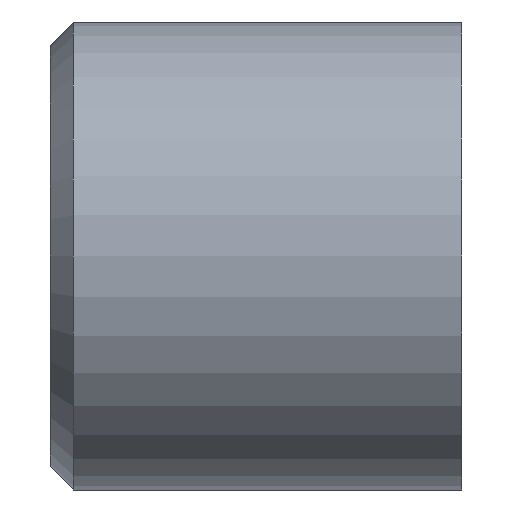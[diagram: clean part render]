
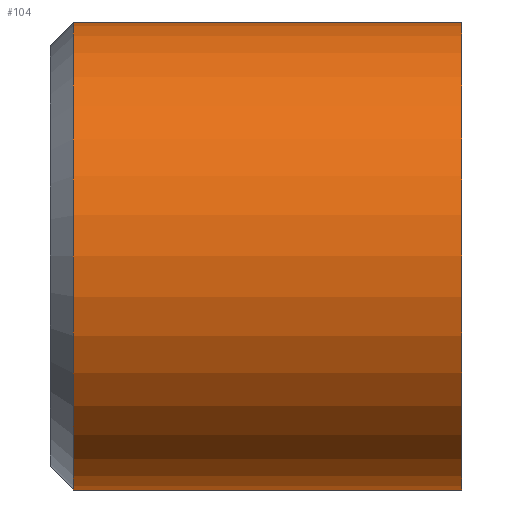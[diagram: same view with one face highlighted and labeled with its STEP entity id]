
A CAD part, front view. The second image highlights one B-rep face of the part: STEP entity #104.
In plain terms, the highlighted cylindrical face has radius 5 mm (diameter 10 mm), a full revolution.
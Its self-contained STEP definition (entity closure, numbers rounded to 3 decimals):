
#27=CARTESIAN_POINT('',(-33.55,13.08,-6.25));
#28=DIRECTION('',(1.,0.,-0.));
#29=DIRECTION('',(-0.,0.,-1.));
#30=AXIS2_PLACEMENT_3D('',#27,#28,#29);
#31=CYLINDRICAL_SURFACE('',#30,5.);
#32=CARTESIAN_POINT('',(-21.55,13.08,-11.25));
#33=VERTEX_POINT('',#32);
#34=CARTESIAN_POINT('',(-29.85,13.08,-11.25));
#35=VERTEX_POINT('',#34);
#36=CARTESIAN_POINT('',(-21.55,13.08,-11.25));
#37=DIRECTION('',(-1.,-0.,0.));
#38=VECTOR('',#37,8.3);
#39=LINE('',#36,#38);
#40=EDGE_CURVE('',#33,#35,#39,.T.);
#41=ORIENTED_EDGE('',*,*,#40,.T.);
#42=CARTESIAN_POINT('',(-29.85,13.08,-6.25));
#43=DIRECTION('',(1.,0.,-0.));
#44=DIRECTION('',(-0.,0.,-1.));
#45=AXIS2_PLACEMENT_3D('',#42,#43,#44);
#46=CIRCLE('',#45,5.);
#47=EDGE_CURVE('',#35,#35,#46,.T.);
#48=ORIENTED_EDGE('',*,*,#47,.T.);
#49=ORIENTED_EDGE('',*,*,#40,.F.);
#50=CARTESIAN_POINT('',(-21.55,13.08,-1.25));
#51=VERTEX_POINT('',#50);
#52=CARTESIAN_POINT('',(-21.55,13.08,-6.25));
#53=DIRECTION('',(-1.,0.,0.));
#54=DIRECTION('',(0.,0.,1.));
#55=AXIS2_PLACEMENT_3D('',#52,#53,#54);
#56=CIRCLE('',#55,5.);
#57=EDGE_CURVE('',#33,#51,#56,.T.);
#58=ORIENTED_EDGE('',*,*,#57,.T.);
#59=CARTESIAN_POINT('',(-21.55,13.08,-6.25));
#60=DIRECTION('',(-1.,0.,0.));
#61=DIRECTION('',(0.,0.,1.));
#62=AXIS2_PLACEMENT_3D('',#59,#60,#61);
#63=CIRCLE('',#62,5.);
#64=EDGE_CURVE('',#51,#33,#63,.T.);
#65=ORIENTED_EDGE('',*,*,#64,.T.);
#66=EDGE_LOOP('',(#41,#48,#49,#58,#65));
#67=FACE_BOUND('',#66,.T.);
#68=CARTESIAN_POINT('',(-21.75,17.85,-4.75));
#69=VERTEX_POINT('',#68);
#70=CARTESIAN_POINT('',(-23.25,17.85,-4.75));
#71=VERTEX_POINT('',#70);
#72=CARTESIAN_POINT('',(-21.75,17.85,-4.75));
#73=DIRECTION('',(-1.,-0.,0.));
#74=VECTOR('',#73,1.5);
#75=LINE('',#72,#74);
#76=EDGE_CURVE('',#69,#71,#75,.T.);
#77=ORIENTED_EDGE('',*,*,#76,.T.);
#78=CARTESIAN_POINT('',(-23.25,17.85,-7.75));
#79=VERTEX_POINT('',#78);
#80=CARTESIAN_POINT('',(-23.25,13.08,-6.25));
#81=DIRECTION('',(1.,0.,-0.));
#82=DIRECTION('',(-0.,0.,-1.));
#83=AXIS2_PLACEMENT_3D('',#80,#81,#82);
#84=CIRCLE('',#83,5.);
#85=EDGE_CURVE('',#79,#71,#84,.T.);
#86=ORIENTED_EDGE('',*,*,#85,.F.);
#87=CARTESIAN_POINT('',(-21.75,17.85,-7.75));
#88=VERTEX_POINT('',#87);
#89=CARTESIAN_POINT('',(-23.25,17.85,-7.75));
#90=DIRECTION('',(1.,0.,-0.));
#91=VECTOR('',#90,1.5);
#92=LINE('',#89,#91);
#93=EDGE_CURVE('',#79,#88,#92,.T.);
#94=ORIENTED_EDGE('',*,*,#93,.T.);
#95=CARTESIAN_POINT('',(-21.75,13.08,-6.25));
#96=DIRECTION('',(1.,0.,-0.));
#97=DIRECTION('',(-0.,0.,-1.));
#98=AXIS2_PLACEMENT_3D('',#95,#96,#97);
#99=CIRCLE('',#98,5.);
#100=EDGE_CURVE('',#88,#69,#99,.T.);
#101=ORIENTED_EDGE('',*,*,#100,.T.);
#102=EDGE_LOOP('',(#77,#86,#94,#101));
#103=FACE_BOUND('',#102,.T.);
#104=ADVANCED_FACE('',(#67,#103),#31,.T.);
